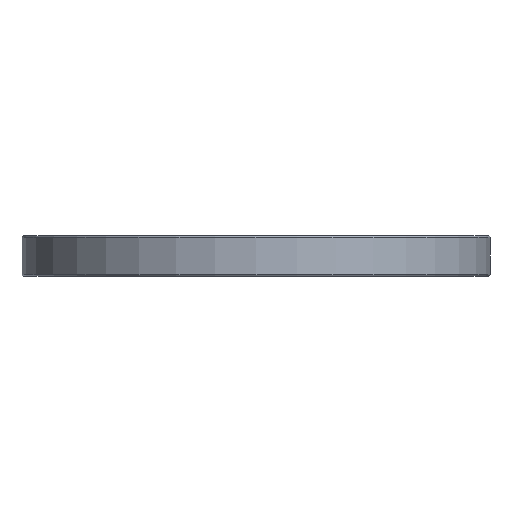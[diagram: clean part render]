
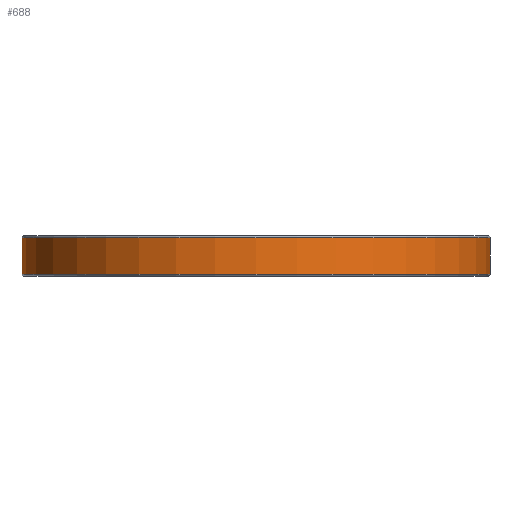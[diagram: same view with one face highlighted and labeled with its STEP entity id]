
A CAD part, front view. The second image highlights one B-rep face of the part: STEP entity #688.
In plain terms, the highlighted cylindrical face has radius 114.5 mm (diameter 229 mm), a partial arc.
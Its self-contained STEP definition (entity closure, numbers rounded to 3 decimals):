
#7 = ORIENTED_EDGE ( 'NONE', *, *, #958, .T. ) ;
#36 = CARTESIAN_POINT ( 'NONE',  ( -114.5, 0., 1. ) ) ;
#135 = DIRECTION ( 'NONE',  ( -1., 0., 0. ) ) ;
#192 = VECTOR ( 'NONE', #1810, 1000. ) ;
#207 = CARTESIAN_POINT ( 'NONE',  ( 0., 0., 1. ) ) ;
#215 = VERTEX_POINT ( 'NONE', #36 ) ;
#243 = CIRCLE ( 'NONE', #1309, 114.5 ) ;
#264 = DIRECTION ( 'NONE',  ( 0., 0., -1. ) ) ;
#339 = EDGE_CURVE ( 'NONE', #1332, #1026, #1086, .T. ) ;
#341 = CARTESIAN_POINT ( 'NONE',  ( -114.5, 0., 20. ) ) ;
#356 = ORIENTED_EDGE ( 'NONE', *, *, #915, .T. ) ;
#364 = CARTESIAN_POINT ( 'NONE',  ( 114.5, 0., 1. ) ) ;
#365 = ORIENTED_EDGE ( 'NONE', *, *, #1489, .T. ) ;
#433 = AXIS2_PLACEMENT_3D ( 'NONE', #207, #1197, #765 ) ;
#474 = DIRECTION ( 'NONE',  ( 0., 0., -1. ) ) ;
#562 = ORIENTED_EDGE ( 'NONE', *, *, #339, .F. ) ;
#595 = DIRECTION ( 'NONE',  ( 0., 0., -1. ) ) ;
#688 = ADVANCED_FACE ( 'NONE', ( #1118 ), #1703, .T. ) ;
#765 = DIRECTION ( 'NONE',  ( 1., 0., 0. ) ) ;
#890 = DIRECTION ( 'NONE',  ( 1., 0., 0. ) ) ;
#915 = EDGE_CURVE ( 'NONE', #215, #1026, #1860, .T. ) ;
#958 = EDGE_CURVE ( 'NONE', #1051, #215, #1805, .T. ) ;
#961 = CARTESIAN_POINT ( 'NONE',  ( 114.5, 0., 20. ) ) ;
#971 = VECTOR ( 'NONE', #474, 1000. ) ;
#976 = CARTESIAN_POINT ( 'NONE',  ( 0., 0., 20. ) ) ;
#1026 = VERTEX_POINT ( 'NONE', #364 ) ;
#1051 = VERTEX_POINT ( 'NONE', #1687 ) ;
#1086 = LINE ( 'NONE', #961, #192 ) ;
#1118 = FACE_OUTER_BOUND ( 'NONE', #1266, .T. ) ;
#1197 = DIRECTION ( 'NONE',  ( 0., 0., 1. ) ) ;
#1266 = EDGE_LOOP ( 'NONE', ( #562, #365, #7, #356 ) ) ;
#1300 = AXIS2_PLACEMENT_3D ( 'NONE', #976, #264, #135 ) ;
#1309 = AXIS2_PLACEMENT_3D ( 'NONE', #1323, #595, #890 ) ;
#1323 = CARTESIAN_POINT ( 'NONE',  ( 0., 0., 19. ) ) ;
#1332 = VERTEX_POINT ( 'NONE', #1848 ) ;
#1489 = EDGE_CURVE ( 'NONE', #1332, #1051, #243, .T. ) ;
#1687 = CARTESIAN_POINT ( 'NONE',  ( -114.5, 0., 19. ) ) ;
#1703 = CYLINDRICAL_SURFACE ( 'NONE', #1300, 114.5 ) ;
#1805 = LINE ( 'NONE', #341, #971 ) ;
#1810 = DIRECTION ( 'NONE',  ( 0., 0., -1. ) ) ;
#1848 = CARTESIAN_POINT ( 'NONE',  ( 114.5, 0., 19. ) ) ;
#1860 = CIRCLE ( 'NONE', #433, 114.5 ) ;
